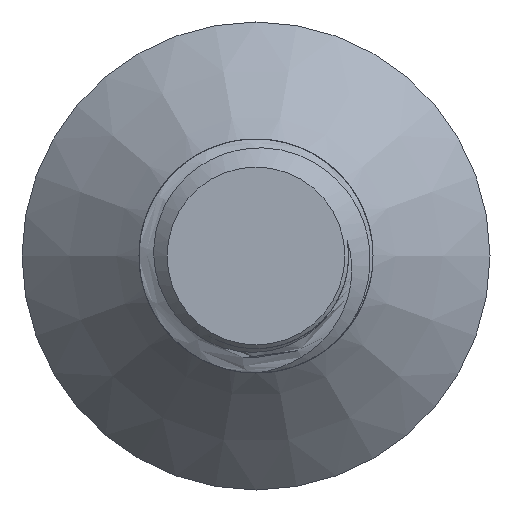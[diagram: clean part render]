
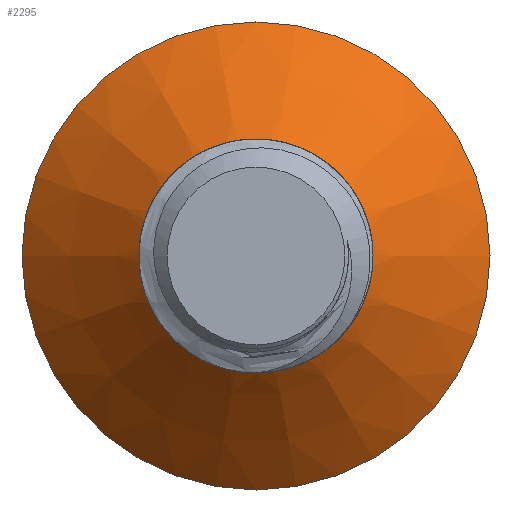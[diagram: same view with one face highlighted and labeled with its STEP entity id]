
A CAD part, left-side view. The second image highlights one B-rep face of the part: STEP entity #2295.
In plain terms, the highlighted conical face has half-angle 45 degrees and reference radius 2.5 mm.
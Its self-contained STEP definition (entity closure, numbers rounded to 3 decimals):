
#38=CONICAL_SURFACE('',#2439,2.5,0.785);
#150=FACE_OUTER_BOUND('',#276,.T.);
#276=EDGE_LOOP('',(#1786,#1787,#1788,#1789,#1790,#1791,#1792,#1793));
#298=CIRCLE('',#2332,2.5);
#301=CIRCLE('',#2440,5.);
#302=CIRCLE('',#2441,1.98);
#522=B_SPLINE_CURVE_WITH_KNOTS('',3,(#10781,#10782,#10783,#10784,#10785,
#10786,#10787,#10788,#10789,#10790,#10791,#10792,#10793,#10794,#10795,#10796,
#10797,#10798,#10799,#10800,#10801,#10802,#10803,#10804),.UNSPECIFIED.,
 .F.,.F.,(4,2,2,2,2,2,2,2,2,2,2,4),(0.71,0.83,
0.99,1.127,1.239,1.359,1.496,
1.643,1.801,1.977,2.114,2.253),
 .UNSPECIFIED.);
#523=B_SPLINE_CURVE_WITH_KNOTS('',3,(#10806,#10807,#10808,#10809,#10810,
#10811,#10812,#10813,#10814,#10815,#10816,#10817,#10818,#10819),
 .UNSPECIFIED.,.F.,.F.,(4,2,2,2,2,2,4),(0.,0.052,
0.106,0.202,0.293,0.357,
0.414),.UNSPECIFIED.);
#524=B_SPLINE_CURVE_WITH_KNOTS('',3,(#10822,#10823,#10824,#10825,#10826,
#10827,#10828,#10829,#10830,#10831,#10832,#10833,#10834,#10835,#10836,#10837,
#10838,#10839),.UNSPECIFIED.,.F.,.F.,(4,2,2,2,2,2,2,2,4),(0.,
0.047,0.098,0.18,0.257,
0.364,0.521,0.667,0.71),
 .UNSPECIFIED.);
#636=LINE('',#10780,#755);
#755=VECTOR('',#2797,2.5);
#772=VERTEX_POINT('',#2874);
#773=VERTEX_POINT('',#2887);
#987=VERTEX_POINT('',#10777);
#988=VERTEX_POINT('',#10779);
#989=VERTEX_POINT('',#10805);
#990=VERTEX_POINT('',#10820);
#1008=EDGE_CURVE('',#773,#772,#298,.T.);
#1325=EDGE_CURVE('',#987,#987,#301,.T.);
#1326=EDGE_CURVE('',#987,#988,#636,.T.);
#1327=EDGE_CURVE('',#988,#773,#522,.T.);
#1328=EDGE_CURVE('',#772,#989,#523,.T.);
#1329=EDGE_CURVE('',#989,#990,#302,.T.);
#1330=EDGE_CURVE('',#990,#988,#524,.T.);
#1786=ORIENTED_EDGE('',*,*,#1325,.F.);
#1787=ORIENTED_EDGE('',*,*,#1326,.T.);
#1788=ORIENTED_EDGE('',*,*,#1327,.T.);
#1789=ORIENTED_EDGE('',*,*,#1008,.T.);
#1790=ORIENTED_EDGE('',*,*,#1328,.T.);
#1791=ORIENTED_EDGE('',*,*,#1329,.T.);
#1792=ORIENTED_EDGE('',*,*,#1330,.T.);
#1793=ORIENTED_EDGE('',*,*,#1326,.F.);
#2295=ADVANCED_FACE('',(#150),#38,.T.);
#2332=AXIS2_PLACEMENT_3D('',#2888,#2476,#2477);
#2439=AXIS2_PLACEMENT_3D('',#10776,#2793,#2794);
#2440=AXIS2_PLACEMENT_3D('',#10778,#2795,#2796);
#2441=AXIS2_PLACEMENT_3D('',#10821,#2798,#2799);
#2476=DIRECTION('center_axis',(0.,0.,1.));
#2477=DIRECTION('ref_axis',(0.,-1.,0.));
#2793=DIRECTION('center_axis',(0.,0.,1.));
#2794=DIRECTION('ref_axis',(0.,-1.,0.));
#2795=DIRECTION('center_axis',(0.,0.,1.));
#2796=DIRECTION('ref_axis',(0.,-1.,0.));
#2797=DIRECTION('',(0.,-0.707,-0.707));
#2798=DIRECTION('center_axis',(0.,0.,1.));
#2799=DIRECTION('ref_axis',(1.,0.,0.));
#2874=CARTESIAN_POINT('',(2.5,0.,-2.8));
#2887=CARTESIAN_POINT('',(1.752,-1.784,-2.8));
#2888=CARTESIAN_POINT('Origin',(0.,0.,-2.8));
#10776=CARTESIAN_POINT('Origin',(0.,0.,-2.8));
#10777=CARTESIAN_POINT('',(0.,5.,-0.3));
#10778=CARTESIAN_POINT('Origin',(0.,0.,-0.3));
#10779=CARTESIAN_POINT('',(0.,2.183,-3.117));
#10780=CARTESIAN_POINT('',(0.,2.5,-2.8));
#10781=CARTESIAN_POINT('Ctrl Pts',(0.,2.183,
-3.117));
#10782=CARTESIAN_POINT('Ctrl Pts',(-0.214,2.19,
-3.11));
#10783=CARTESIAN_POINT('Ctrl Pts',(-0.429,2.166,-3.102));
#10784=CARTESIAN_POINT('Ctrl Pts',(-0.913,2.04,
-3.083));
#10785=CARTESIAN_POINT('Ctrl Pts',(-1.173,1.915,-3.072));
#10786=CARTESIAN_POINT('Ctrl Pts',(-1.599,1.598,-3.053));
#10787=CARTESIAN_POINT('Ctrl Pts',(-1.812,1.39,-3.042));
#10788=CARTESIAN_POINT('Ctrl Pts',(-2.132,0.851,-3.022));
#10789=CARTESIAN_POINT('Ctrl Pts',(-2.23,0.586,
-3.012));
#10790=CARTESIAN_POINT('Ctrl Pts',(-2.329,0.011,
-2.991));
#10791=CARTESIAN_POINT('Ctrl Pts',(-2.322,-0.295,
-2.979));
#10792=CARTESIAN_POINT('Ctrl Pts',(-2.18,-0.925,
-2.957));
#10793=CARTESIAN_POINT('Ctrl Pts',(-2.038,-1.206,
-2.947));
#10794=CARTESIAN_POINT('Ctrl Pts',(-1.707,-1.673,
-2.928));
#10795=CARTESIAN_POINT('Ctrl Pts',(-1.491,-1.881,
-2.918));
#10796=CARTESIAN_POINT('Ctrl Pts',(-0.977,-2.219,
-2.896));
#10797=CARTESIAN_POINT('Ctrl Pts',(-0.681,-2.338,
-2.885));
#10798=CARTESIAN_POINT('Ctrl Pts',(-0.02,-2.462,
-2.863));
#10799=CARTESIAN_POINT('Ctrl Pts',(0.307,-2.443,
-2.854));
#10800=CARTESIAN_POINT('Ctrl Pts',(0.801,-2.339,
-2.837));
#10801=CARTESIAN_POINT('Ctrl Pts',(1.01,-2.265,-2.83));
#10802=CARTESIAN_POINT('Ctrl Pts',(1.405,-2.062,-2.815));
#10803=CARTESIAN_POINT('Ctrl Pts',(1.588,-1.934,-2.807));
#10804=CARTESIAN_POINT('Ctrl Pts',(1.752,-1.784,-2.8));
#10805=CARTESIAN_POINT('',(-0.321,-1.954,-3.32));
#10806=CARTESIAN_POINT('Ctrl Pts',(2.5,0.,-2.8));
#10807=CARTESIAN_POINT('Ctrl Pts',(2.478,-0.172,-2.822));
#10808=CARTESIAN_POINT('Ctrl Pts',(2.439,-0.341,
-2.844));
#10809=CARTESIAN_POINT('Ctrl Pts',(2.324,-0.67,
-2.887));
#10810=CARTESIAN_POINT('Ctrl Pts',(2.249,-0.83,
-2.909));
#10811=CARTESIAN_POINT('Ctrl Pts',(1.99,-1.254,-2.969));
#10812=CARTESIAN_POINT('Ctrl Pts',(1.788,-1.47,-3.003));
#10813=CARTESIAN_POINT('Ctrl Pts',(1.332,-1.798,-3.079));
#10814=CARTESIAN_POINT('Ctrl Pts',(1.083,-1.914,-3.117));
#10815=CARTESIAN_POINT('Ctrl Pts',(0.635,-2.027,
-3.184));
#10816=CARTESIAN_POINT('Ctrl Pts',(0.446,-2.049,
-3.212));
#10817=CARTESIAN_POINT('Ctrl Pts',(0.083,-2.043,
-3.262));
#10818=CARTESIAN_POINT('Ctrl Pts',(-0.114,-2.021,
-3.287));
#10819=CARTESIAN_POINT('Ctrl Pts',(-0.321,-1.954,
-3.32));
#10820=CARTESIAN_POINT('',(1.161,-1.604,-3.32));
#10821=CARTESIAN_POINT('Origin',(0.,0.,-3.32));
#10822=CARTESIAN_POINT('Ctrl Pts',(1.161,-1.604,-3.32));
#10823=CARTESIAN_POINT('Ctrl Pts',(1.291,-1.518,-3.313));
#10824=CARTESIAN_POINT('Ctrl Pts',(1.411,-1.417,-3.307));
#10825=CARTESIAN_POINT('Ctrl Pts',(1.633,-1.178,-3.294));
#10826=CARTESIAN_POINT('Ctrl Pts',(1.732,-1.04,-3.287));
#10827=CARTESIAN_POINT('Ctrl Pts',(1.941,-0.651,
-3.271));
#10828=CARTESIAN_POINT('Ctrl Pts',(2.021,-0.388,
-3.26));
#10829=CARTESIAN_POINT('Ctrl Pts',(2.073,0.138,-3.238));
#10830=CARTESIAN_POINT('Ctrl Pts',(2.05,0.396,-3.228));
#10831=CARTESIAN_POINT('Ctrl Pts',(1.885,0.983,-3.204));
#10832=CARTESIAN_POINT('Ctrl Pts',(1.722,1.227,-3.194));
#10833=CARTESIAN_POINT('Ctrl Pts',(1.428,1.596,-3.177));
#10834=CARTESIAN_POINT('Ctrl Pts',(1.212,1.779,-3.166));
#10835=CARTESIAN_POINT('Ctrl Pts',(0.738,2.042,-3.144));
#10836=CARTESIAN_POINT('Ctrl Pts',(0.488,2.126,-3.134));
#10837=CARTESIAN_POINT('Ctrl Pts',(0.153,2.174,-3.122));
#10838=CARTESIAN_POINT('Ctrl Pts',(0.076,2.18,
-3.12));
#10839=CARTESIAN_POINT('Ctrl Pts',(0.,2.183,
-3.117));
